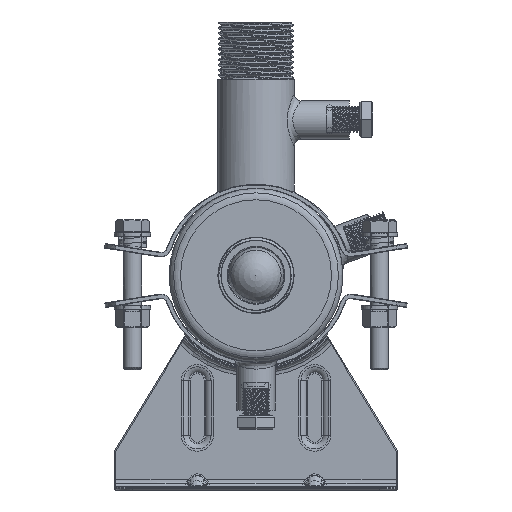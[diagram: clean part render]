
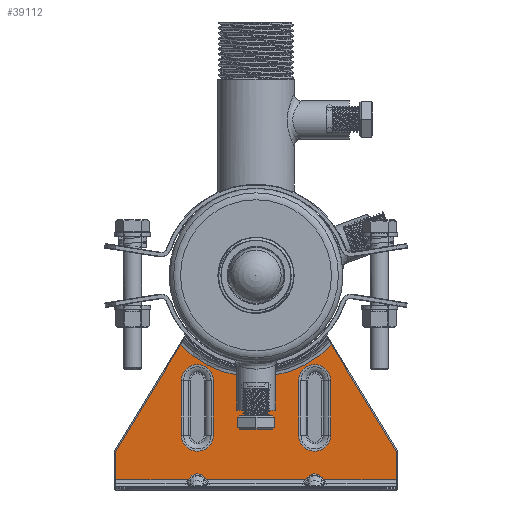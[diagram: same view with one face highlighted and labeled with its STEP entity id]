
A CAD part, left-side view. The second image highlights one B-rep face of the part: STEP entity #39112.
In plain terms, the highlighted face is planar.
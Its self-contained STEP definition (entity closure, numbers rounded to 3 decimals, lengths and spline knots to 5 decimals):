
#1161=ELLIPSE('',#41744,0.00707,0.005);
#1162=ELLIPSE('',#41745,0.00707,0.005);
#2411=LINE('',#90683,#3755);
#2412=LINE('',#90686,#3756);
#2413=LINE('',#90690,#3757);
#2414=LINE('',#90692,#3758);
#2415=LINE('',#90694,#3759);
#2416=LINE('',#90696,#3760);
#2417=LINE('',#90700,#3761);
#2418=LINE('',#90702,#3762);
#2419=LINE('',#90704,#3763);
#2420=LINE('',#90708,#3764);
#2421=LINE('',#90710,#3765);
#2422=LINE('',#90711,#3766);
#2423=LINE('',#90716,#3767);
#2424=LINE('',#90719,#3768);
#2425=LINE('',#90724,#3769);
#3755=VECTOR('',#47444,1.);
#3756=VECTOR('',#47445,1.);
#3757=VECTOR('',#47448,1.);
#3758=VECTOR('',#47449,1.);
#3759=VECTOR('',#47450,1.);
#3760=VECTOR('',#47451,1.);
#3761=VECTOR('',#47454,1.);
#3762=VECTOR('',#47455,1.);
#3763=VECTOR('',#47456,1.);
#3764=VECTOR('',#47459,1.);
#3765=VECTOR('',#47460,1.);
#3766=VECTOR('',#47461,1.);
#3767=VECTOR('',#47464,1.);
#3768=VECTOR('',#47467,1.);
#3769=VECTOR('',#47470,1.);
#5203=PLANE('',#41742);
#19552=ORIENTED_EDGE('',*,*,#26033,.T.);
#19553=ORIENTED_EDGE('',*,*,#26034,.T.);
#19554=ORIENTED_EDGE('',*,*,#26035,.T.);
#19555=ORIENTED_EDGE('',*,*,#26036,.T.);
#19556=ORIENTED_EDGE('',*,*,#26037,.T.);
#19557=ORIENTED_EDGE('',*,*,#26038,.T.);
#19558=ORIENTED_EDGE('',*,*,#26039,.T.);
#19559=ORIENTED_EDGE('',*,*,#26040,.T.);
#19560=ORIENTED_EDGE('',*,*,#26041,.T.);
#19561=ORIENTED_EDGE('',*,*,#26042,.T.);
#19562=ORIENTED_EDGE('',*,*,#26043,.T.);
#19563=ORIENTED_EDGE('',*,*,#26044,.T.);
#19564=ORIENTED_EDGE('',*,*,#26045,.T.);
#19565=ORIENTED_EDGE('',*,*,#26046,.T.);
#19566=ORIENTED_EDGE('',*,*,#26047,.T.);
#19567=ORIENTED_EDGE('',*,*,#26048,.T.);
#19568=ORIENTED_EDGE('',*,*,#26049,.T.);
#19569=ORIENTED_EDGE('',*,*,#26050,.T.);
#19570=ORIENTED_EDGE('',*,*,#26051,.T.);
#19571=ORIENTED_EDGE('',*,*,#26052,.T.);
#19572=ORIENTED_EDGE('',*,*,#26053,.T.);
#19573=ORIENTED_EDGE('',*,*,#26054,.T.);
#26033=EDGE_CURVE('',#30199,#30200,#2411,.T.);
#26034=EDGE_CURVE('',#30200,#30201,#2412,.T.);
#26035=EDGE_CURVE('',#30201,#30202,#31118,.F.);
#26036=EDGE_CURVE('',#30202,#30203,#2413,.F.);
#26037=EDGE_CURVE('',#30203,#30204,#2414,.F.);
#26038=EDGE_CURVE('',#30204,#30205,#2415,.T.);
#26039=EDGE_CURVE('',#30205,#30206,#2416,.T.);
#26040=EDGE_CURVE('',#30206,#30207,#1161,.F.);
#26041=EDGE_CURVE('',#30207,#30208,#2417,.T.);
#26042=EDGE_CURVE('',#30208,#30209,#2418,.T.);
#26043=EDGE_CURVE('',#30209,#30210,#2419,.F.);
#26044=EDGE_CURVE('',#30210,#30211,#1162,.F.);
#26045=EDGE_CURVE('',#30211,#30212,#2420,.F.);
#26046=EDGE_CURVE('',#30212,#30199,#2421,.T.);
#26047=EDGE_CURVE('',#30213,#30214,#2422,.F.);
#26048=EDGE_CURVE('',#30214,#30215,#31119,.F.);
#26049=EDGE_CURVE('',#30215,#30216,#2423,.T.);
#26050=EDGE_CURVE('',#30216,#30213,#31120,.F.);
#26051=EDGE_CURVE('',#30217,#30218,#2424,.F.);
#26052=EDGE_CURVE('',#30218,#30219,#31121,.F.);
#26053=EDGE_CURVE('',#30219,#30220,#2425,.T.);
#26054=EDGE_CURVE('',#30220,#30217,#31122,.F.);
#30199=VERTEX_POINT('',#90684);
#30200=VERTEX_POINT('',#90685);
#30201=VERTEX_POINT('',#90687);
#30202=VERTEX_POINT('',#90689);
#30203=VERTEX_POINT('',#90691);
#30204=VERTEX_POINT('',#90693);
#30205=VERTEX_POINT('',#90695);
#30206=VERTEX_POINT('',#90697);
#30207=VERTEX_POINT('',#90699);
#30208=VERTEX_POINT('',#90701);
#30209=VERTEX_POINT('',#90703);
#30210=VERTEX_POINT('',#90705);
#30211=VERTEX_POINT('',#90707);
#30212=VERTEX_POINT('',#90709);
#30213=VERTEX_POINT('',#90712);
#30214=VERTEX_POINT('',#90713);
#30215=VERTEX_POINT('',#90715);
#30216=VERTEX_POINT('',#90717);
#30217=VERTEX_POINT('',#90720);
#30218=VERTEX_POINT('',#90721);
#30219=VERTEX_POINT('',#90723);
#30220=VERTEX_POINT('',#90725);
#31118=CIRCLE('',#41743,0.04584);
#31119=CIRCLE('',#41746,0.007);
#31120=CIRCLE('',#41747,0.007);
#31121=CIRCLE('',#41748,0.007);
#31122=CIRCLE('',#41749,0.007);
#33709=EDGE_LOOP('',(#19552,#19553,#19554,#19555,#19556,#19557,#19558,#19559,
#19560,#19561,#19562,#19563,#19564,#19565));
#33710=EDGE_LOOP('',(#19566,#19567,#19568,#19569));
#33711=EDGE_LOOP('',(#19570,#19571,#19572,#19573));
#36356=FACE_BOUND('',#33709,.T.);
#36357=FACE_BOUND('',#33710,.T.);
#36358=FACE_BOUND('',#33711,.T.);
#39112=ADVANCED_FACE('',(#36356,#36357,#36358),#5203,.T.);
#41742=AXIS2_PLACEMENT_3D('',#90682,#47442,#47443);
#41743=AXIS2_PLACEMENT_3D('',#90688,#47446,#47447);
#41744=AXIS2_PLACEMENT_3D('',#90698,#47452,#47453);
#41745=AXIS2_PLACEMENT_3D('',#90706,#47457,#47458);
#41746=AXIS2_PLACEMENT_3D('',#90714,#47462,#47463);
#41747=AXIS2_PLACEMENT_3D('',#90718,#47465,#47466);
#41748=AXIS2_PLACEMENT_3D('',#90722,#47468,#47469);
#41749=AXIS2_PLACEMENT_3D('',#90726,#47471,#47472);
#47442=DIRECTION('',(0.,-1.,0.));
#47443=DIRECTION('',(1.,0.,0.));
#47444=DIRECTION('',(0.,0.,1.));
#47445=DIRECTION('',(-0.52,0.,0.854));
#47446=DIRECTION('',(0.,-1.,0.));
#47447=DIRECTION('',(0.,0.,-1.));
#47448=DIRECTION('',(0.52,0.,0.854));
#47449=DIRECTION('',(0.,0.,1.));
#47450=DIRECTION('',(1.,0.,0.));
#47451=DIRECTION('',(0.577,0.,0.816));
#47452=DIRECTION('',(0.,-1.,0.));
#47453=DIRECTION('',(0.,0.,-1.));
#47454=DIRECTION('',(0.577,0.,-0.816));
#47455=DIRECTION('',(1.,0.,0.));
#47456=DIRECTION('',(-0.577,0.,-0.816));
#47457=DIRECTION('',(0.,-1.,0.));
#47458=DIRECTION('',(0.,0.,-1.));
#47459=DIRECTION('',(-0.577,0.,0.816));
#47460=DIRECTION('',(1.,0.,0.));
#47461=DIRECTION('',(0.,0.,-1.));
#47462=DIRECTION('',(0.,-1.,0.));
#47463=DIRECTION('',(0.,0.,-1.));
#47464=DIRECTION('',(0.,0.,-1.));
#47465=DIRECTION('',(0.,-1.,0.));
#47466=DIRECTION('',(0.,0.,-1.));
#47467=DIRECTION('',(0.,0.,-1.));
#47468=DIRECTION('',(0.,-1.,0.));
#47469=DIRECTION('',(0.,0.,-1.));
#47470=DIRECTION('',(0.,0.,-1.));
#47471=DIRECTION('',(0.,-1.,0.));
#47472=DIRECTION('',(0.,0.,-1.));
#90682=CARTESIAN_POINT('',(0.00007,-0.0015,0.05347));
#90683=CARTESIAN_POINT('',(0.0615,-0.0015,0.01702));
#90684=CARTESIAN_POINT('',(0.0615,-0.0015,0.0045));
#90685=CARTESIAN_POINT('',(0.0615,-0.0015,0.01688));
#90686=CARTESIAN_POINT('',(0.03301,-0.0015,0.06372));
#90687=CARTESIAN_POINT('',(0.03308,-0.0015,0.0636));
#90688=CARTESIAN_POINT('',(0.,-0.0015,0.09534));
#90689=CARTESIAN_POINT('',(-0.03308,-0.0015,0.0636));
#90690=CARTESIAN_POINT('',(-0.02862,-0.0015,0.07093));
#90691=CARTESIAN_POINT('',(-0.0615,-0.0015,0.01688));
#90692=CARTESIAN_POINT('',(-0.0615,-0.0015,0.05347));
#90693=CARTESIAN_POINT('',(-0.0615,-0.0015,0.0045));
#90694=CARTESIAN_POINT('',(0.00007,-0.0015,0.0045));
#90695=CARTESIAN_POINT('',(-0.02965,-0.0015,0.0045));
#90696=CARTESIAN_POINT('',(-0.02902,-0.0015,0.00539));
#90697=CARTESIAN_POINT('',(-0.02925,-0.0015,0.00506));
#90698=CARTESIAN_POINT('',(-0.02572,-0.0015,0.00006));
#90699=CARTESIAN_POINT('',(-0.02218,-0.0015,0.00506));
#90700=CARTESIAN_POINT('',(-0.0199,-0.0015,0.00183));
#90701=CARTESIAN_POINT('',(-0.02179,-0.0015,0.0045));
#90702=CARTESIAN_POINT('',(0.00007,-0.0015,0.0045));
#90703=CARTESIAN_POINT('',(0.02179,-0.0015,0.0045));
#90704=CARTESIAN_POINT('',(0.03764,-0.0015,0.02691));
#90705=CARTESIAN_POINT('',(0.02218,-0.0015,0.00506));
#90706=CARTESIAN_POINT('',(0.02572,-0.0015,0.00006));
#90707=CARTESIAN_POINT('',(0.02925,-0.0015,0.00506));
#90708=CARTESIAN_POINT('',(-0.0033,-0.0015,0.05109));
#90709=CARTESIAN_POINT('',(0.02965,-0.0015,0.0045));
#90710=CARTESIAN_POINT('',(0.00007,-0.0015,0.0045));
#90711=CARTESIAN_POINT('',(0.01872,-0.0015,0.04799));
#90712=CARTESIAN_POINT('',(0.01872,-0.0015,0.02399));
#90713=CARTESIAN_POINT('',(0.01872,-0.0015,0.04799));
#90714=CARTESIAN_POINT('',(0.02572,-0.0015,0.04799));
#90715=CARTESIAN_POINT('',(0.03272,-0.0015,0.04799));
#90716=CARTESIAN_POINT('',(0.03272,-0.0015,0.05347));
#90717=CARTESIAN_POINT('',(0.03272,-0.0015,0.02399));
#90718=CARTESIAN_POINT('',(0.02572,-0.0015,0.02399));
#90719=CARTESIAN_POINT('',(-0.03272,-0.0015,0.04799));
#90720=CARTESIAN_POINT('',(-0.03272,-0.0015,0.02399));
#90721=CARTESIAN_POINT('',(-0.03272,-0.0015,0.04799));
#90722=CARTESIAN_POINT('',(-0.02572,-0.0015,0.04799));
#90723=CARTESIAN_POINT('',(-0.01872,-0.0015,0.04799));
#90724=CARTESIAN_POINT('',(-0.01872,-0.0015,0.05347));
#90725=CARTESIAN_POINT('',(-0.01872,-0.0015,0.02399));
#90726=CARTESIAN_POINT('',(-0.02572,-0.0015,0.02399));
